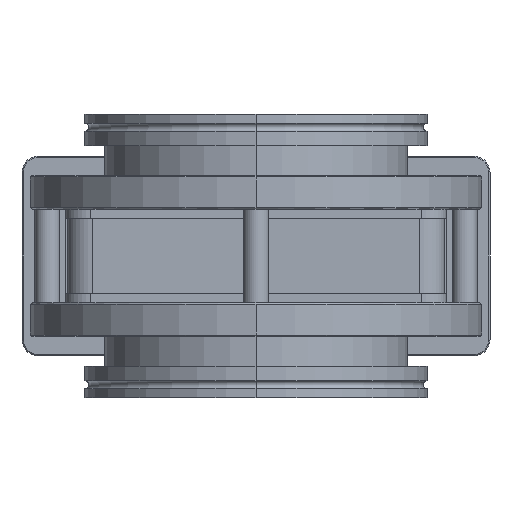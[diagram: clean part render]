
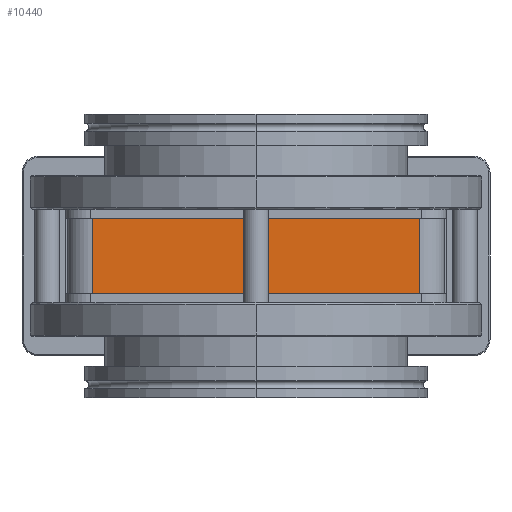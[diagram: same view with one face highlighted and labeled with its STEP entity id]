
A CAD part, front view. The second image highlights one B-rep face of the part: STEP entity #10440.
In plain terms, the highlighted planar face has unit normal (0, -1, 0).
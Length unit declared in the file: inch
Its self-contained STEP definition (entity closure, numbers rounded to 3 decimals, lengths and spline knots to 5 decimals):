
#759=DIRECTION('',(-1.,0.,0.));
#760=VECTOR('',#759,4.88);
#761=CARTESIAN_POINT('',(2.44,-2.635,0.5675));
#762=LINE('',#761,#760);
#854=DIRECTION('',(-1.,0.,0.));
#855=VECTOR('',#854,4.88);
#856=CARTESIAN_POINT('',(2.44,-2.635,-0.5675));
#857=LINE('',#856,#855);
#884=DIRECTION('',(0.,0.,1.));
#885=VECTOR('',#884,1.135);
#886=CARTESIAN_POINT('',(2.44,-2.635,-0.5675));
#887=LINE('',#886,#885);
#888=DIRECTION('',(0.,0.,1.));
#889=VECTOR('',#888,1.135);
#890=CARTESIAN_POINT('',(-2.44,-2.635,-0.5675));
#891=LINE('',#890,#889);
#7680=CARTESIAN_POINT('',(2.44,-2.635,-0.5675));
#7681=CARTESIAN_POINT('',(2.44,-2.635,0.5675));
#7682=VERTEX_POINT('',#7680);
#7683=VERTEX_POINT('',#7681);
#7684=CARTESIAN_POINT('',(-2.44,-2.635,-0.5675));
#7685=CARTESIAN_POINT('',(-2.44,-2.635,0.5675));
#7686=VERTEX_POINT('',#7684);
#7687=VERTEX_POINT('',#7685);
#10428=CARTESIAN_POINT('',(2.825,-2.635,-0.5675));
#10429=DIRECTION('',(0.,1.,0.));
#10430=DIRECTION('',(-1.,0.,0.));
#10431=AXIS2_PLACEMENT_3D('',#10428,#10429,#10430);
#10432=PLANE('',#10431);
#10434=ORIENTED_EDGE('',*,*,#10433,.F.);
#10435=ORIENTED_EDGE('',*,*,#10365,.T.);
#10436=ORIENTED_EDGE('',*,*,#10420,.T.);
#10437=ORIENTED_EDGE('',*,*,#10253,.F.);
#10438=EDGE_LOOP('',(#10434,#10435,#10436,#10437));
#10439=FACE_OUTER_BOUND('',#10438,.F.);
#10253=EDGE_CURVE('',#7683,#7687,#762,.T.);
#10365=EDGE_CURVE('',#7682,#7686,#857,.T.);
#10420=EDGE_CURVE('',#7686,#7687,#891,.T.);
#10433=EDGE_CURVE('',#7682,#7683,#887,.T.);
#10440=ADVANCED_FACE('',(#10439),#10432,.F.);
